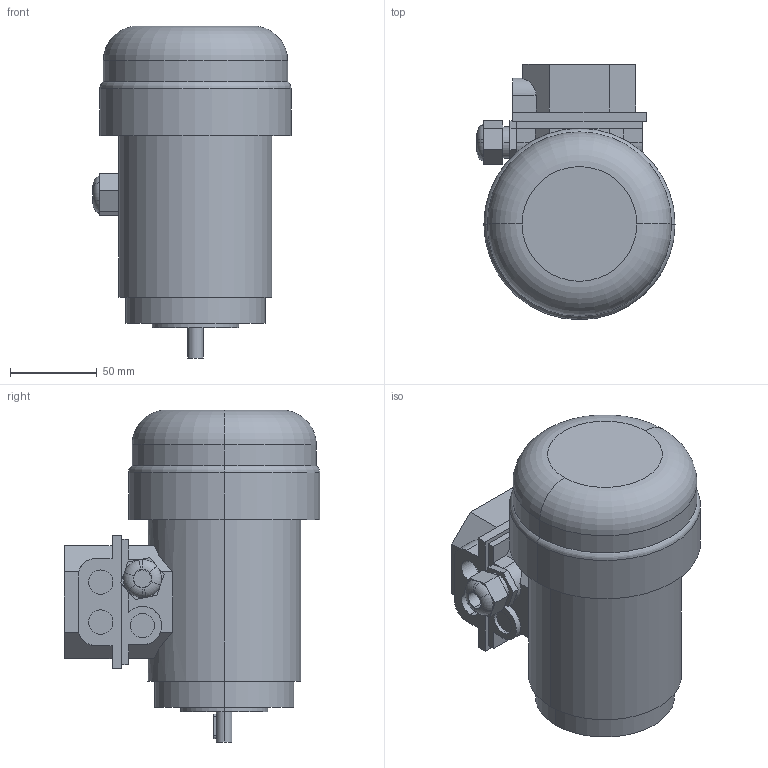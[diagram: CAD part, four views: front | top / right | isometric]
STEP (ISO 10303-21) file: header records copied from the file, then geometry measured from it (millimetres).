
FILE_DESCRIPTION (( 'STEP AP203' ), '1' );
FILE_NAME ('MS56A4_B14.STEP', '2019-07-26T13:47:25', ( '' ), ( '' ), 'SwSTEP 2.0', 'SolidWorks 2018', '' );
FILE_SCHEMA (( 'CONFIG_CONTROL_DESIGN' ));
Length unit declared in the file: millimetre
Products named in the file (1): MS56A4_B14
Bounding box: 114 x 147 x 191 mm (x, y, z)
Volume: 1421738.7 mm3; surface area: 90001.3 mm2
Topology: 1 solids, 1 shells, 147 faces, 355 edges, 229 vertices
Faces by surface type: plane 84, cylinder 51, torus 12
Entity records: 4409 total; most frequent: CARTESIAN_POINT 812, DIRECTION 766, ORIENTED_EDGE 710, EDGE_CURVE 355, AXIS2_PLACEMENT_3D 279, VERTEX_POINT 229, LINE 208, VECTOR 208
